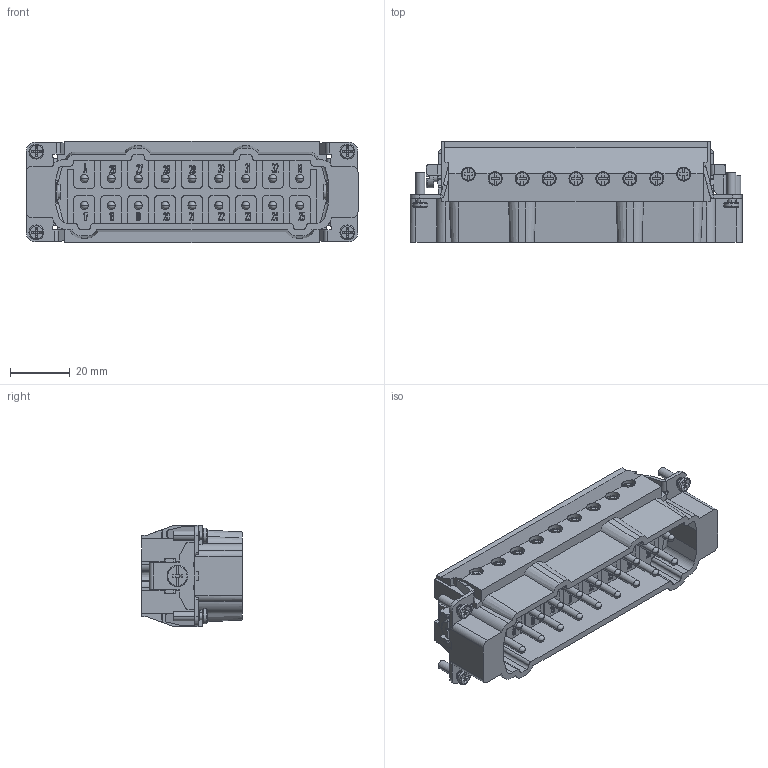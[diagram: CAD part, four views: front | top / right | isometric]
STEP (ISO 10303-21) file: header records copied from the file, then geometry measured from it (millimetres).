
FILE_DESCRIPTION(/* description */ (''),/* implementation_level */ '2;1');
FILE_NAME(/* name */ '3D_1240160110002_HVE-016-M_17-32__V1.0_stp.stp',/* time_stamp */ '2023-11-29T13:49:53+08:00',/* author */ (''),/* organization */ (''),/* preprocessor_version */ 'ST-DEVELOPER v18.1',/* originating_system */ 'SIEMENS PLM Software NX 1980',/* authorisation */ '');
FILE_SCHEMA (('AP203_CONFIGURATION_CONTROLLED_3D_DESIGN_OF_MECHANICAL_PARTS_AND_ASSEMBLIES_MIM_LF { 1 0 10303 403 2 1 2}'));
Products named in the file (1): ylga24CCF8FCv890
Bounding box: 111 x 33.7 x 33.8 mm (x, y, z)
Volume: 61127.1 mm3; surface area: 34534.3 mm2
Topology: 3 solids, 5 shells, 4663 faces, 13275 edges, 8704 vertices
Faces by surface type: plane 3506, cylinder 780, cone 196, torus 129, sphere 36, bspline 16
Entity records: 153759 total; most frequent: CARTESIAN_POINT 34437, ORIENTED_EDGE 26408, DIRECTION 22239, EDGE_CURVE 13204, LINE 10021, VECTOR 10021, VERTEX_POINT 8705, AXIS2_PLACEMENT_3D 6109
